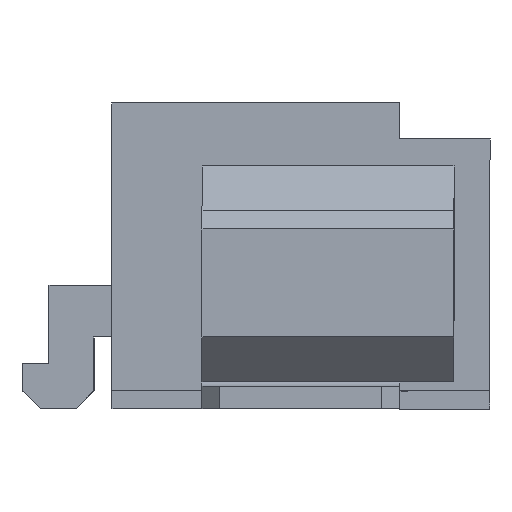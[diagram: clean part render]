
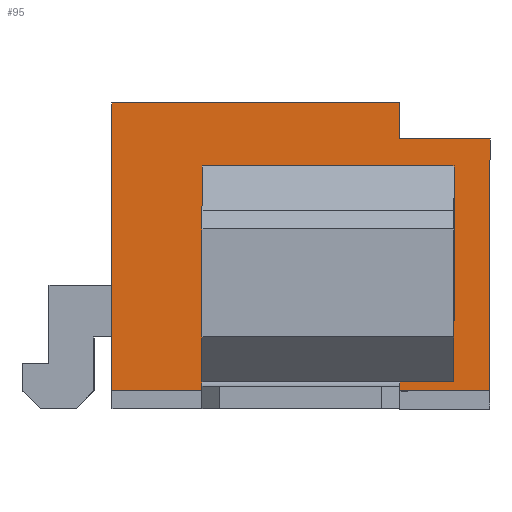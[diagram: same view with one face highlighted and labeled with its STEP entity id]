
A CAD part, left-side view. The second image highlights one B-rep face of the part: STEP entity #95.
In plain terms, the highlighted planar face has unit normal (-1, 0, 0).
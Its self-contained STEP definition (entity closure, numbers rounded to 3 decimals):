
#58=FACE_BOUND('',#1043,.T.);
#59=FACE_BOUND('',#1044,.T.);
#95=ADVANCED_FACE('',(#58,#59),#415,.F.);
#415=PLANE('',#6286);
#1043=EDGE_LOOP('',(#1466,#1467,#1468,#1469,#1470,#1471));
#1044=EDGE_LOOP('',(#1472,#1473,#1474,#1475));
#1466=ORIENTED_EDGE('',*,*,#3776,.F.);
#1467=ORIENTED_EDGE('',*,*,#3777,.T.);
#1468=ORIENTED_EDGE('',*,*,#3778,.F.);
#1469=ORIENTED_EDGE('',*,*,#3779,.F.);
#1470=ORIENTED_EDGE('',*,*,#3736,.F.);
#1471=ORIENTED_EDGE('',*,*,#3780,.F.);
#1472=ORIENTED_EDGE('',*,*,#3781,.F.);
#1473=ORIENTED_EDGE('',*,*,#3782,.F.);
#1474=ORIENTED_EDGE('',*,*,#3783,.T.);
#1475=ORIENTED_EDGE('',*,*,#3784,.T.);
#3155=VERTEX_POINT('',#8217);
#3156=VERTEX_POINT('',#8219);
#3190=VERTEX_POINT('',#8296);
#3191=VERTEX_POINT('',#8297);
#3192=VERTEX_POINT('',#8299);
#3193=VERTEX_POINT('',#8301);
#3194=VERTEX_POINT('',#8305);
#3195=VERTEX_POINT('',#8306);
#3196=VERTEX_POINT('',#8308);
#3197=VERTEX_POINT('',#8310);
#3736=EDGE_CURVE('',#3155,#3156,#4606,.T.);
#3776=EDGE_CURVE('',#3190,#3191,#4646,.T.);
#3777=EDGE_CURVE('',#3190,#3192,#4647,.T.);
#3778=EDGE_CURVE('',#3193,#3192,#4648,.T.);
#3779=EDGE_CURVE('',#3156,#3193,#4649,.T.);
#3780=EDGE_CURVE('',#3191,#3155,#4650,.T.);
#3781=EDGE_CURVE('',#3194,#3195,#4651,.T.);
#3782=EDGE_CURVE('',#3196,#3194,#4652,.T.);
#3783=EDGE_CURVE('',#3196,#3197,#4653,.T.);
#3784=EDGE_CURVE('',#3197,#3195,#4654,.T.);
#4606=LINE('',#8218,#5460);
#4646=LINE('',#8295,#5500);
#4647=LINE('',#8298,#5501);
#4648=LINE('',#8300,#5502);
#4649=LINE('',#8302,#5503);
#4650=LINE('',#8303,#5504);
#4651=LINE('',#8304,#5505);
#4652=LINE('',#8307,#5506);
#4653=LINE('',#8309,#5507);
#4654=LINE('',#8311,#5508);
#5460=VECTOR('',#6661,1.);
#5500=VECTOR('',#6707,1.);
#5501=VECTOR('',#6708,1.);
#5502=VECTOR('',#6709,1.);
#5503=VECTOR('',#6710,1.);
#5504=VECTOR('',#6711,1.);
#5505=VECTOR('',#6712,1.);
#5506=VECTOR('',#6713,1.);
#5507=VECTOR('',#6714,1.);
#5508=VECTOR('',#6715,1.);
#6286=AXIS2_PLACEMENT_3D('',#8312,#6716,#6717);
#6661=DIRECTION('',(0.,1.,0.));
#6707=DIRECTION('',(0.,-1.,0.));
#6708=DIRECTION('',(0.,0.,1.));
#6709=DIRECTION('',(0.,-1.,0.));
#6710=DIRECTION('',(0.,0.,1.));
#6711=DIRECTION('',(0.,0.,-1.));
#6712=DIRECTION('',(0.,0.,-1.));
#6713=DIRECTION('',(0.,1.,0.));
#6714=DIRECTION('',(0.,0.,-1.));
#6715=DIRECTION('',(0.,1.,0.));
#6716=DIRECTION('',(1.,0.,0.));
#6717=DIRECTION('',(0.,0.,-1.));
#8217=CARTESIAN_POINT('',(-8.375,1.,0.));
#8218=CARTESIAN_POINT('',(-8.375,1.,0.));
#8219=CARTESIAN_POINT('',(-8.375,5.2,0.));
#8295=CARTESIAN_POINT('',(-8.375,2.,2.8));
#8296=CARTESIAN_POINT('',(-8.375,2.,2.8));
#8297=CARTESIAN_POINT('',(-8.375,1.,2.8));
#8298=CARTESIAN_POINT('',(-8.375,2.,2.8));
#8299=CARTESIAN_POINT('',(-8.375,2.,3.2));
#8300=CARTESIAN_POINT('',(-8.375,5.2,3.2));
#8301=CARTESIAN_POINT('',(-8.375,5.2,3.2));
#8302=CARTESIAN_POINT('',(-8.375,5.2,0.));
#8303=CARTESIAN_POINT('',(-8.375,1.,3.2));
#8304=CARTESIAN_POINT('',(-8.375,4.2,2.5));
#8305=CARTESIAN_POINT('',(-8.375,4.2,2.5));
#8306=CARTESIAN_POINT('',(-8.375,4.2,0.1));
#8307=CARTESIAN_POINT('',(-8.375,1.4,2.5));
#8308=CARTESIAN_POINT('',(-8.375,1.4,2.5));
#8309=CARTESIAN_POINT('',(-8.375,1.4,2.5));
#8310=CARTESIAN_POINT('',(-8.375,1.4,0.1));
#8311=CARTESIAN_POINT('',(-8.375,1.4,0.1));
#8312=CARTESIAN_POINT('',(-8.375,0.,0.));
